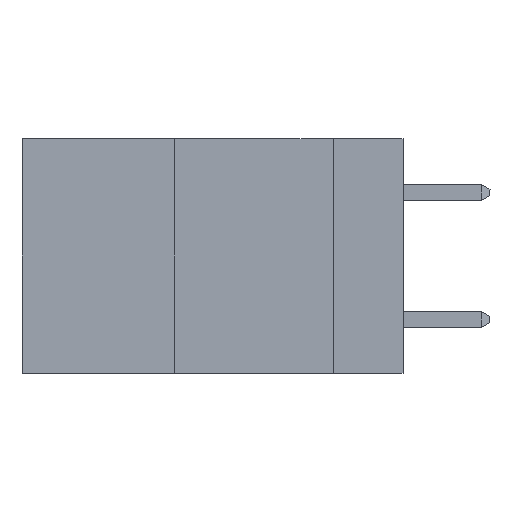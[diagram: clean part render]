
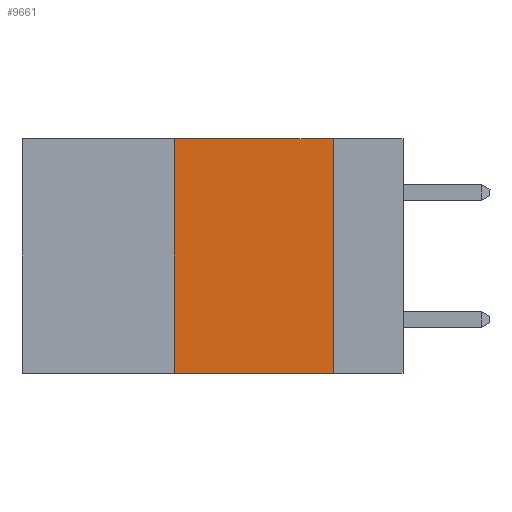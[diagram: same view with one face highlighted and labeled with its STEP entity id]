
A CAD part, left-side view. The second image highlights one B-rep face of the part: STEP entity #9661.
In plain terms, the highlighted planar face has unit normal (-1, 0, 0).
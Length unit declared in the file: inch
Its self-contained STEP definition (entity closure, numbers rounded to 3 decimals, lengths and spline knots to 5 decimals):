
#31 = VERTEX_POINT ( 'NONE', #1897 ) ;
#731 = CARTESIAN_POINT ( 'NONE',  ( 0., 0.36, -0.37 ) ) ;
#956 = LINE ( 'NONE', #8796, #7883 ) ;
#997 = CARTESIAN_POINT ( 'NONE',  ( 0., 0.11, 0. ) ) ;
#1493 = CARTESIAN_POINT ( 'NONE',  ( 0., 0.6, 0. ) ) ;
#1874 = VECTOR ( 'NONE', #12241, 39.37008 ) ;
#1897 = CARTESIAN_POINT ( 'NONE',  ( 0., 0.11, -0.37 ) ) ;
#2255 = VECTOR ( 'NONE', #10152, 39.37008 ) ;
#3463 = CARTESIAN_POINT ( 'NONE',  ( 0., 0.6, -0.37 ) ) ;
#4691 = CARTESIAN_POINT ( 'NONE',  ( 0., 0.6, 0. ) ) ;
#4771 = ORIENTED_EDGE ( 'NONE', *, *, #5060, .T. ) ;
#5060 = EDGE_CURVE ( 'NONE', #11385, #31, #14329, .T. ) ;
#5170 = ORIENTED_EDGE ( 'NONE', *, *, #7693, .F. ) ;
#5603 = FACE_OUTER_BOUND ( 'NONE', #15337, .T. ) ;
#5961 = EDGE_CURVE ( 'NONE', #11385, #8487, #6091, .T. ) ;
#6091 = LINE ( 'NONE', #16036, #2255 ) ;
#6766 = DIRECTION ( 'NONE',  ( 0., 0., -1. ) ) ;
#6800 = ORIENTED_EDGE ( 'NONE', *, *, #5961, .F. ) ;
#7693 = EDGE_CURVE ( 'NONE', #11535, #31, #956, .T. ) ;
#7883 = VECTOR ( 'NONE', #9988, 39.37008 ) ;
#8487 = VERTEX_POINT ( 'NONE', #10525 ) ;
#8796 = CARTESIAN_POINT ( 'NONE',  ( 0., 0.11, 0. ) ) ;
#9233 = PLANE ( 'NONE',  #13154 ) ;
#9661 = ADVANCED_FACE ( 'NONE', ( #5603 ), #9233, .F. ) ;
#9988 = DIRECTION ( 'NONE',  ( 0., 0., -1. ) ) ;
#10152 = DIRECTION ( 'NONE',  ( 0., 0., 1. ) ) ;
#10475 = ORIENTED_EDGE ( 'NONE', *, *, #16095, .F. ) ;
#10525 = CARTESIAN_POINT ( 'NONE',  ( 0., 0.36, 0. ) ) ;
#11385 = VERTEX_POINT ( 'NONE', #731 ) ;
#11535 = VERTEX_POINT ( 'NONE', #997 ) ;
#12241 = DIRECTION ( 'NONE',  ( 0., -1., 0. ) ) ;
#12362 = VECTOR ( 'NONE', #13324, 39.37008 ) ;
#12729 = LINE ( 'NONE', #4691, #12362 ) ;
#13154 = AXIS2_PLACEMENT_3D ( 'NONE', #1493, #14024, #6766 ) ;
#13324 = DIRECTION ( 'NONE',  ( 0., -1., 0. ) ) ;
#14024 = DIRECTION ( 'NONE',  ( 1., 0., 0. ) ) ;
#14329 = LINE ( 'NONE', #3463, #1874 ) ;
#15337 = EDGE_LOOP ( 'NONE', ( #5170, #10475, #6800, #4771 ) ) ;
#16036 = CARTESIAN_POINT ( 'NONE',  ( 0., 0.36, 0. ) ) ;
#16095 = EDGE_CURVE ( 'NONE', #8487, #11535, #12729, .T. ) ;
